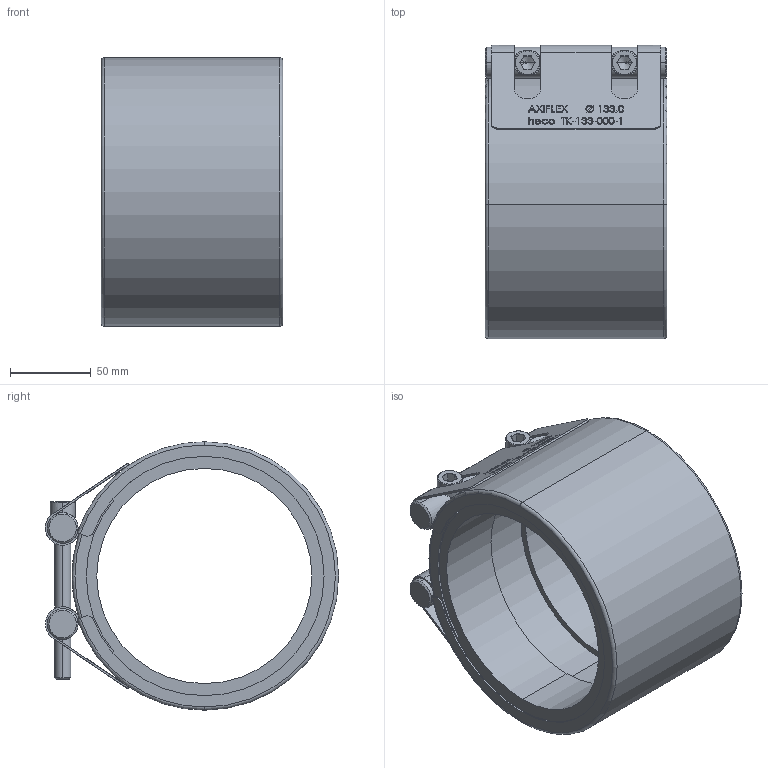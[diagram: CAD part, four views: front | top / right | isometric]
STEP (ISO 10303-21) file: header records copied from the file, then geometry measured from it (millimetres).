
FILE_DESCRIPTION (( 'STEP AP214' ), '1' );
FILE_NAME ('Axiflex Ø133,0 heco 1710.STEP', '2017-10-09T12:58:01', ( '' ), ( '' ), 'SwSTEP 2.0', 'SolidWorks 2016', '' );
FILE_SCHEMA (( 'AUTOMOTIVE_DESIGN' ));
Length unit declared in the file: millimetre
Products named in the file (1): Axiflex Ø133,0 heco 1710
Bounding box: 112.4 x 181.29 x 166 mm (x, y, z)
Volume: 876882.2 mm3; surface area: 265114.7 mm2
Topology: 1 solids, 1 shells, 601 faces, 1647 edges, 1066 vertices
Faces by surface type: plane 278, bspline 178, cylinder 83, cone 38, torus 24
Entity records: 34217 total; most frequent: CARTESIAN_POINT 16369, ORIENTED_EDGE 3286, DIRECTION 2309, EDGE_CURVE 1643, VERTEX_POINT 1066, LINE 945, VECTOR 945, AXIS2_PLACEMENT_3D 682
